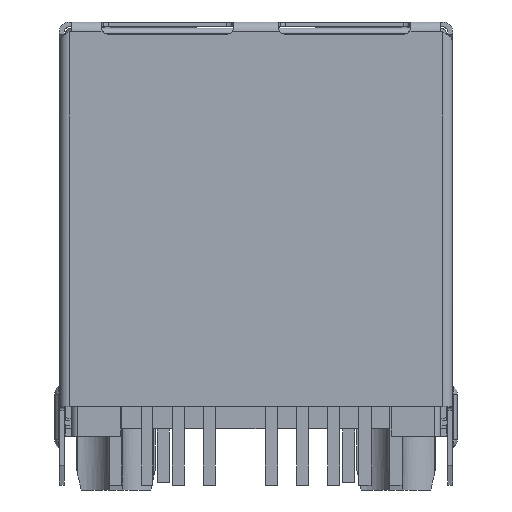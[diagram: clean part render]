
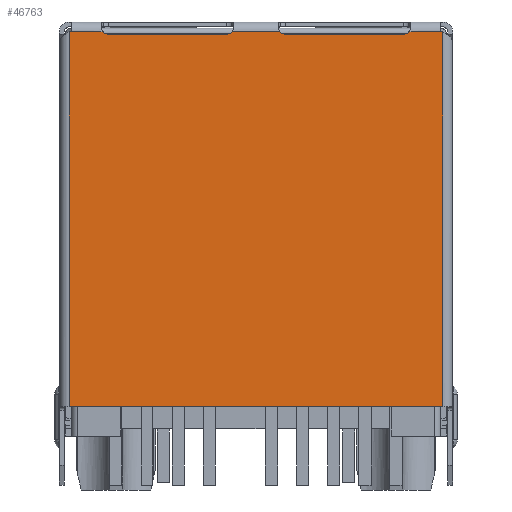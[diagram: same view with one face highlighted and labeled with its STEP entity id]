
A CAD part, front view. The second image highlights one B-rep face of the part: STEP entity #46763.
In plain terms, the highlighted planar face has unit normal (0, -1, 0).
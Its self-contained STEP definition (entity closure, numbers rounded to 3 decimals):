
#1675=CIRCLE('',#49762,0.3);
#1677=CIRCLE('',#49766,0.3);
#1720=CIRCLE('',#49869,0.3);
#1784=CIRCLE('',#50008,0.3);
#4424=FACE_OUTER_BOUND('',#6971,.T.);
#6971=EDGE_LOOP('',(#40247,#40248,#40249,#40250,#40251,#40252,#40253,#40254,
#40255,#40256,#40257,#40258,#40259,#40260));
#11793=LINE('',#76134,#17305);
#11796=LINE('',#76165,#17308);
#11815=LINE('',#76347,#17327);
#11818=LINE('',#76424,#17330);
#11956=LINE('',#76880,#17468);
#11971=LINE('',#77017,#17483);
#12104=LINE('',#77394,#17616);
#12108=LINE('',#77474,#17620);
#12109=LINE('',#77475,#17621);
#12110=LINE('',#77476,#17622);
#17305=VECTOR('',#59621,1000.);
#17308=VECTOR('',#59628,1000.);
#17327=VECTOR('',#59675,1000.);
#17330=VECTOR('',#59686,1000.);
#17468=VECTOR('',#60022,1000.);
#17483=VECTOR('',#60065,1000.);
#17616=VECTOR('',#60448,1000.);
#17620=VECTOR('',#60460,1000.);
#17621=VECTOR('',#60461,1000.);
#17622=VECTOR('',#60462,1000.);
#22134=VERTEX_POINT('',#76101);
#22135=VERTEX_POINT('',#76133);
#22137=VERTEX_POINT('',#76163);
#22154=VERTEX_POINT('',#76288);
#22155=VERTEX_POINT('',#76337);
#22158=VERTEX_POINT('',#76344);
#22159=VERTEX_POINT('',#76349);
#22267=VERTEX_POINT('',#76873);
#22270=VERTEX_POINT('',#76878);
#22271=VERTEX_POINT('',#76882);
#22275=VERTEX_POINT('',#76889);
#22405=VERTEX_POINT('',#77393);
#22408=VERTEX_POINT('',#77469);
#22409=VERTEX_POINT('',#77473);
#28198=EDGE_CURVE('',#22135,#22134,#11793,.T.);
#28202=EDGE_CURVE('',#22137,#22134,#11796,.T.);
#28229=EDGE_CURVE('',#22155,#22154,#1675,.T.);
#28232=EDGE_CURVE('',#22155,#22158,#11815,.T.);
#28236=EDGE_CURVE('',#22159,#22158,#1677,.T.);
#28238=EDGE_CURVE('',#22137,#22159,#11818,.T.);
#28421=EDGE_CURVE('',#22270,#22267,#11956,.T.);
#28426=EDGE_CURVE('',#22271,#22275,#1720,.T.);
#28446=EDGE_CURVE('',#22275,#22267,#11971,.T.);
#28635=EDGE_CURVE('',#22154,#22405,#12104,.T.);
#28641=EDGE_CURVE('',#22405,#22408,#1784,.T.);
#28642=EDGE_CURVE('',#22270,#22409,#12108,.T.);
#28643=EDGE_CURVE('',#22135,#22409,#12109,.T.);
#28644=EDGE_CURVE('',#22408,#22271,#12110,.T.);
#40247=ORIENTED_EDGE('',*,*,#28426,.T.);
#40248=ORIENTED_EDGE('',*,*,#28446,.T.);
#40249=ORIENTED_EDGE('',*,*,#28421,.F.);
#40250=ORIENTED_EDGE('',*,*,#28642,.T.);
#40251=ORIENTED_EDGE('',*,*,#28643,.F.);
#40252=ORIENTED_EDGE('',*,*,#28198,.T.);
#40253=ORIENTED_EDGE('',*,*,#28202,.F.);
#40254=ORIENTED_EDGE('',*,*,#28238,.T.);
#40255=ORIENTED_EDGE('',*,*,#28236,.T.);
#40256=ORIENTED_EDGE('',*,*,#28232,.F.);
#40257=ORIENTED_EDGE('',*,*,#28229,.T.);
#40258=ORIENTED_EDGE('',*,*,#28635,.T.);
#40259=ORIENTED_EDGE('',*,*,#28641,.T.);
#40260=ORIENTED_EDGE('',*,*,#28644,.T.);
#44506=PLANE('',#50009);
#46763=ADVANCED_FACE('',(#4424),#44506,.F.);
#49762=AXIS2_PLACEMENT_3D('',#76341,#59669,#59670);
#49766=AXIS2_PLACEMENT_3D('',#76354,#59682,#59683);
#49869=AXIS2_PLACEMENT_3D('',#76891,#60030,#60031);
#50008=AXIS2_PLACEMENT_3D('',#77471,#60456,#60457);
#50009=AXIS2_PLACEMENT_3D('',#77472,#60458,#60459);
#59621=DIRECTION('',(0.,0.,1.));
#59628=DIRECTION('',(1.,0.,0.));
#59669=DIRECTION('center_axis',(0.,1.,0.));
#59670=DIRECTION('ref_axis',(0.,0.,-1.));
#59675=DIRECTION('',(1.,0.,0.));
#59682=DIRECTION('center_axis',(0.,1.,0.));
#59683=DIRECTION('ref_axis',(0.745,0.,-0.667));
#59686=DIRECTION('',(-1.,0.,0.));
#60022=DIRECTION('',(1.,0.,0.));
#60030=DIRECTION('center_axis',(0.,1.,0.));
#60031=DIRECTION('ref_axis',(0.,0.,-1.));
#60065=DIRECTION('',(-1.,0.,0.));
#60448=DIRECTION('',(-1.,0.,0.));
#60456=DIRECTION('center_axis',(0.,1.,0.));
#60457=DIRECTION('ref_axis',(0.745,0.,-0.667));
#60458=DIRECTION('center_axis',(0.,1.,0.));
#60459=DIRECTION('ref_axis',(-1.,0.,0.));
#60460=DIRECTION('',(0.,0.,-1.));
#60461=DIRECTION('',(-1.,0.,0.));
#60462=DIRECTION('',(-1.,0.,0.));
#76101=CARTESIAN_POINT('',(7.625,-8.4,16.2));
#76133=CARTESIAN_POINT('',(7.625,-8.4,0.9));
#76134=CARTESIAN_POINT('',(7.625,-8.4,0.9));
#76163=CARTESIAN_POINT('',(7.525,-8.4,16.2));
#76165=CARTESIAN_POINT('',(7.525,-8.4,16.2));
#76288=CARTESIAN_POINT('',(0.976,-8.4,16.2));
#76337=CARTESIAN_POINT('',(1.2,-8.4,16.1));
#76341=CARTESIAN_POINT('Origin',(1.2,-8.4,16.4));
#76344=CARTESIAN_POINT('',(6.02,-8.4,16.1));
#76347=CARTESIAN_POINT('',(1.2,-8.4,16.1));
#76349=CARTESIAN_POINT('',(6.244,-8.4,16.2));
#76354=CARTESIAN_POINT('Origin',(6.02,-8.4,16.4));
#76424=CARTESIAN_POINT('',(7.525,-8.4,16.2));
#76873=CARTESIAN_POINT('',(-7.525,-8.4,16.2));
#76878=CARTESIAN_POINT('',(-7.625,-8.4,16.2));
#76880=CARTESIAN_POINT('',(-7.625,-8.4,16.2));
#76882=CARTESIAN_POINT('',(-6.02,-8.4,16.1));
#76889=CARTESIAN_POINT('',(-6.244,-8.4,16.2));
#76891=CARTESIAN_POINT('Origin',(-6.02,-8.4,16.4));
#77017=CARTESIAN_POINT('',(-6.244,-8.4,16.2));
#77393=CARTESIAN_POINT('',(-0.976,-8.4,16.2));
#77394=CARTESIAN_POINT('',(0.976,-8.4,16.2));
#77469=CARTESIAN_POINT('',(-1.2,-8.4,16.1));
#77471=CARTESIAN_POINT('Origin',(-1.2,-8.4,16.4));
#77472=CARTESIAN_POINT('Origin',(0.,-8.4,8.55));
#77473=CARTESIAN_POINT('',(-7.625,-8.4,0.9));
#77474=CARTESIAN_POINT('',(-7.625,-8.4,16.2));
#77475=CARTESIAN_POINT('',(7.625,-8.4,0.9));
#77476=CARTESIAN_POINT('',(-1.2,-8.4,16.1));
